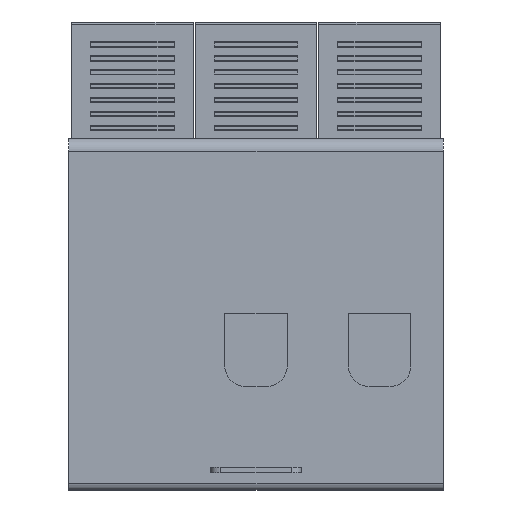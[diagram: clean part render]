
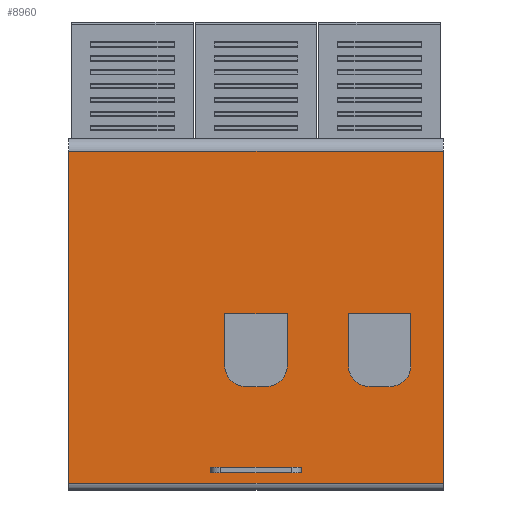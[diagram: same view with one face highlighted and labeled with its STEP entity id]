
A CAD part, left-side view. The second image highlights one B-rep face of the part: STEP entity #8960.
In plain terms, the highlighted planar face has unit normal (-1, 0, 0).
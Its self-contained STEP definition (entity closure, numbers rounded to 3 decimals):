
#1270=CARTESIAN_POINT('',(-57.99,-40.6,
-4.104));
#1280=VERTEX_POINT('',#1270);
#1310=CARTESIAN_POINT('',(-57.99,-40.6,
-4.104));
#1320=DIRECTION('',(0.,0.,1.));
#1330=VECTOR('',#1320,1.);
#1340=LINE('',#1310,#1330);
#1350=CARTESIAN_POINT('',(-57.99,-40.6,
43.696));
#1360=VERTEX_POINT('',#1350);
#1370=EDGE_CURVE('',#1280,#1360,#1340,.T.);
#7200=CARTESIAN_POINT('',(-57.99,13.4,
43.696));
#7210=VERTEX_POINT('',#7200);
#7260=CARTESIAN_POINT('',(-57.99,13.4,
43.696));
#7270=DIRECTION('',(0.,-1.,0.));
#7280=VECTOR('',#7270,1.);
#7290=LINE('',#7260,#7280);
#7300=EDGE_CURVE('',#7210,#1360,#7290,.T.);
#7350=CARTESIAN_POINT('',(-57.99,31.3,
43.696));
#7360=DIRECTION('',(1.,0.,0.));
#7370=DIRECTION('',(0.,0.,1.));
#7380=AXIS2_PLACEMENT_3D('',#7350,#7360,#7370);
#7390=PLANE('',#7380);
#7400=CARTESIAN_POINT('',(-57.99,13.4,
43.696));
#7410=DIRECTION('',(0.,0.,-1.));
#7420=VECTOR('',#7410,1.);
#7430=LINE('',#7400,#7420);
#7440=CARTESIAN_POINT('',(-57.99,13.4,
-4.104));
#7450=VERTEX_POINT('',#7440);
#7460=EDGE_CURVE('',#7210,#7450,#7430,.T.);
#7470=ORIENTED_EDGE('',*,*,#7460,.T.);
#7480=ORIENTED_EDGE('',*,*,#7300,.F.);
#7490=ORIENTED_EDGE('',*,*,#1370,.T.);
#7500=CARTESIAN_POINT('',(-57.99,-40.6,
-4.104));
#7510=DIRECTION('',(0.,1.,0.));
#7520=VECTOR('',#7510,1.);
#7530=LINE('',#7500,#7520);
#7540=EDGE_CURVE('',#1280,#7450,#7530,.T.);
#7550=ORIENTED_EDGE('',*,*,#7540,.F.);
#7560=EDGE_LOOP('',(#7550,#7490,#7480,#7470));
#7570=FACE_OUTER_BOUND('',#7560,.T.);
#7580=CARTESIAN_POINT('',(-57.99,-26.9,
12.796));
#7590=DIRECTION('',(0.,0.,1.));
#7600=VECTOR('',#7590,1.);
#7610=LINE('',#7580,#7600);
#7620=CARTESIAN_POINT('',(-57.99,-26.9,
12.796));
#7630=VERTEX_POINT('',#7620);
#7640=CARTESIAN_POINT('',(-57.99,-26.9,
20.296));
#7650=VERTEX_POINT('',#7640);
#7660=EDGE_CURVE('',#7630,#7650,#7610,.T.);
#7670=ORIENTED_EDGE('',*,*,#7660,.T.);
#7680=CARTESIAN_POINT('',(-57.99,-29.9,
12.796));
#7690=DIRECTION('',(1.,0.,0.));
#7700=DIRECTION('',(0.,0.,-1.));
#7710=AXIS2_PLACEMENT_3D('',#7680,#7690,#7700);
#7720=CIRCLE('',#7710,3.);
#7730=CARTESIAN_POINT('',(-57.99,-29.9,
9.796));
#7740=VERTEX_POINT('',#7730);
#7750=EDGE_CURVE('',#7740,#7630,#7720,.T.);
#7760=ORIENTED_EDGE('',*,*,#7750,.T.);
#7770=CARTESIAN_POINT('',(-57.99,-32.9,
9.796));
#7780=DIRECTION('',(0.,1.,0.));
#7790=VECTOR('',#7780,1.);
#7800=LINE('',#7770,#7790);
#7810=CARTESIAN_POINT('',(-57.99,-32.9,
9.796));
#7820=VERTEX_POINT('',#7810);
#7830=EDGE_CURVE('',#7820,#7740,#7800,.T.);
#7840=ORIENTED_EDGE('',*,*,#7830,.T.);
#7850=CARTESIAN_POINT('',(-57.99,-32.9,
12.796));
#7860=DIRECTION('',(1.,0.,0.));
#7870=DIRECTION('',(0.,-1.,0.));
#7880=AXIS2_PLACEMENT_3D('',#7850,#7860,#7870);
#7890=CIRCLE('',#7880,3.);
#7900=CARTESIAN_POINT('',(-57.99,-35.9,
12.796));
#7910=VERTEX_POINT('',#7900);
#7920=EDGE_CURVE('',#7910,#7820,#7890,.T.);
#7930=ORIENTED_EDGE('',*,*,#7920,.T.);
#7940=CARTESIAN_POINT('',(-57.99,-35.9,
20.296));
#7950=DIRECTION('',(0.,0.,-1.));
#7960=VECTOR('',#7950,1.);
#7970=LINE('',#7940,#7960);
#7980=CARTESIAN_POINT('',(-57.99,-35.9,
20.296));
#7990=VERTEX_POINT('',#7980);
#8000=EDGE_CURVE('',#7990,#7910,#7970,.T.);
#8010=ORIENTED_EDGE('',*,*,#8000,.T.);
#8020=CARTESIAN_POINT('',(-57.99,-26.9,
20.296));
#8030=DIRECTION('',(0.,-1.,0.));
#8040=VECTOR('',#8030,1.);
#8050=LINE('',#8020,#8040);
#8060=EDGE_CURVE('',#7650,#7990,#8050,.T.);
#8070=ORIENTED_EDGE('',*,*,#8060,.T.);
#8080=EDGE_LOOP('',(#8070,#8010,#7930,#7840,#7760,#7670));
#8090=FACE_BOUND('',#8080,.T.);
#8100=CARTESIAN_POINT('',(-57.99,-9.1,
12.796));
#8110=DIRECTION('',(0.,0.,1.));
#8120=VECTOR('',#8110,1.);
#8130=LINE('',#8100,#8120);
#8140=CARTESIAN_POINT('',(-57.99,-9.1,
12.796));
#8150=VERTEX_POINT('',#8140);
#8160=CARTESIAN_POINT('',(-57.99,-9.1,
20.296));
#8170=VERTEX_POINT('',#8160);
#8180=EDGE_CURVE('',#8150,#8170,#8130,.T.);
#8190=ORIENTED_EDGE('',*,*,#8180,.T.);
#8200=CARTESIAN_POINT('',(-57.99,-12.1,
12.796));
#8210=DIRECTION('',(1.,0.,0.));
#8220=DIRECTION('',(0.,0.,-1.));
#8230=AXIS2_PLACEMENT_3D('',#8200,#8210,#8220);
#8240=CIRCLE('',#8230,3.);
#8250=CARTESIAN_POINT('',(-57.99,-12.1,
9.796));
#8260=VERTEX_POINT('',#8250);
#8270=EDGE_CURVE('',#8260,#8150,#8240,.T.);
#8280=ORIENTED_EDGE('',*,*,#8270,.T.);
#8290=CARTESIAN_POINT('',(-57.99,-15.1,
9.796));
#8300=DIRECTION('',(0.,1.,0.));
#8310=VECTOR('',#8300,1.);
#8320=LINE('',#8290,#8310);
#8330=CARTESIAN_POINT('',(-57.99,-15.1,
9.796));
#8340=VERTEX_POINT('',#8330);
#8350=EDGE_CURVE('',#8340,#8260,#8320,.T.);
#8360=ORIENTED_EDGE('',*,*,#8350,.T.);
#8370=CARTESIAN_POINT('',(-57.99,-15.1,
12.796));
#8380=DIRECTION('',(1.,0.,0.));
#8390=DIRECTION('',(0.,-1.,0.));
#8400=AXIS2_PLACEMENT_3D('',#8370,#8380,#8390);
#8410=CIRCLE('',#8400,3.);
#8420=CARTESIAN_POINT('',(-57.99,-18.1,
12.796));
#8430=VERTEX_POINT('',#8420);
#8440=EDGE_CURVE('',#8430,#8340,#8410,.T.);
#8450=ORIENTED_EDGE('',*,*,#8440,.T.);
#8460=CARTESIAN_POINT('',(-57.99,-18.1,
20.296));
#8470=DIRECTION('',(0.,0.,-1.));
#8480=VECTOR('',#8470,1.);
#8490=LINE('',#8460,#8480);
#8500=CARTESIAN_POINT('',(-57.99,-18.1,
20.296));
#8510=VERTEX_POINT('',#8500);
#8520=EDGE_CURVE('',#8510,#8430,#8490,.T.);
#8530=ORIENTED_EDGE('',*,*,#8520,.T.);
#8540=CARTESIAN_POINT('',(-57.99,-9.1,
20.296));
#8550=DIRECTION('',(0.,-1.,0.));
#8560=VECTOR('',#8550,1.);
#8570=LINE('',#8540,#8560);
#8580=EDGE_CURVE('',#8170,#8510,#8570,.T.);
#8590=ORIENTED_EDGE('',*,*,#8580,.T.);
#8600=EDGE_LOOP('',(#8590,#8530,#8450,#8360,#8280,#8190));
#8610=FACE_BOUND('',#8600,.T.);
#8620=CARTESIAN_POINT('',(-57.99,-19.481,
-2.604));
#8630=DIRECTION('',(0.,0.,1.));
#8640=VECTOR('',#8630,1.);
#8650=LINE('',#8620,#8640);
#8660=CARTESIAN_POINT('',(-57.99,-19.481,
-2.604));
#8670=VERTEX_POINT('',#8660);
#8680=CARTESIAN_POINT('',(-57.99,-19.481,
-1.804));
#8690=VERTEX_POINT('',#8680);
#8700=EDGE_CURVE('',#8670,#8690,#8650,.T.);
#8710=ORIENTED_EDGE('',*,*,#8700,.F.);
#8720=CARTESIAN_POINT('',(-57.99,-19.481,
-1.804));
#8730=DIRECTION('',(0.,1.,0.));
#8740=VECTOR('',#8730,1.);
#8750=LINE('',#8720,#8740);
#8760=CARTESIAN_POINT('',(-57.99,-7.719,
-1.804));
#8770=VERTEX_POINT('',#8760);
#8780=EDGE_CURVE('',#8690,#8770,#8750,.T.);
#8790=ORIENTED_EDGE('',*,*,#8780,.F.);
#8800=CARTESIAN_POINT('',(-57.99,-7.719,
-1.804));
#8810=DIRECTION('',(0.,0.,-1.));
#8820=VECTOR('',#8810,1.);
#8830=LINE('',#8800,#8820);
#8840=CARTESIAN_POINT('',(-57.99,-7.719,
-2.604));
#8850=VERTEX_POINT('',#8840);
#8860=EDGE_CURVE('',#8770,#8850,#8830,.T.);
#8870=ORIENTED_EDGE('',*,*,#8860,.F.);
#8880=CARTESIAN_POINT('',(-57.99,-7.719,
-2.604));
#8890=DIRECTION('',(0.,-1.,0.));
#8900=VECTOR('',#8890,1.);
#8910=LINE('',#8880,#8900);
#8920=EDGE_CURVE('',#8850,#8670,#8910,.T.);
#8930=ORIENTED_EDGE('',*,*,#8920,.F.);
#8940=EDGE_LOOP('',(#8930,#8870,#8790,#8710));
#8950=FACE_BOUND('',#8940,.T.);
#8960=ADVANCED_FACE('',(#7570,#8090,#8610,#8950),#7390,.F.);
